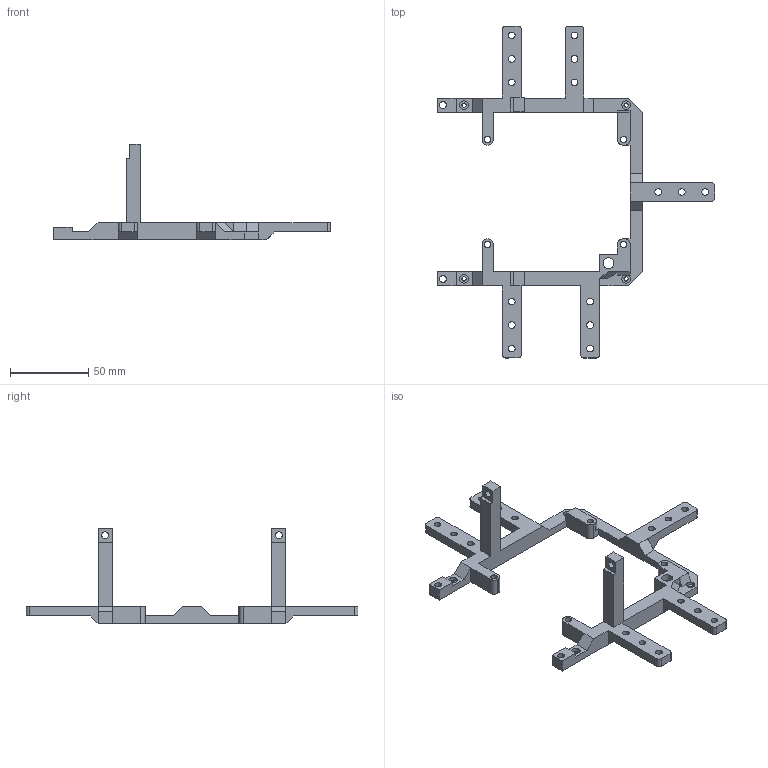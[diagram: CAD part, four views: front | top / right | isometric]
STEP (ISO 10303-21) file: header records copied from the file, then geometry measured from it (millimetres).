
FILE_DESCRIPTION (( 'STEP AP214' ), '1' );
FILE_NAME ('second_robot_arms.STEP', '2025-02-06T15:51:26', ( '' ), ( '' ), 'SwSTEP 2.0', 'SolidWorks 2020', '' );
FILE_SCHEMA (( 'AUTOMOTIVE_DESIGN' ));
Length unit declared in the file: millimetre
Products named in the file (1): second_robot_arms
Bounding box: 177 x 212 x 61 mm (x, y, z)
Volume: 53344 mm3; surface area: 29755 mm2
Topology: 1 solids, 1 shells, 227 faces, 604 edges, 397 vertices
Faces by surface type: cylinder 114, plane 113
Entity records: 7258 total; most frequent: DIRECTION 1288, CARTESIAN_POINT 1235, ORIENTED_EDGE 1208, EDGE_CURVE 604, AXIS2_PLACEMENT_3D 458, VERTEX_POINT 397, VECTOR 372, LINE 372
